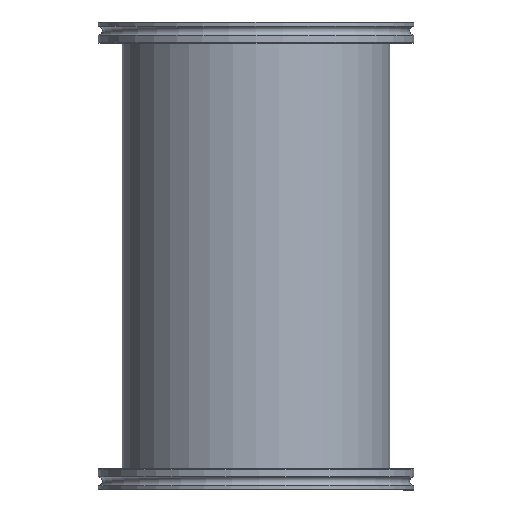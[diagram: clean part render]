
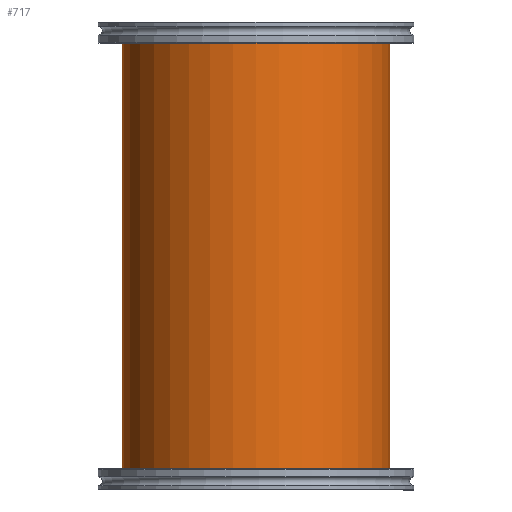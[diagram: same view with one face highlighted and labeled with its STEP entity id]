
A CAD part, left-side view. The second image highlights one B-rep face of the part: STEP entity #717.
In plain terms, the highlighted cylindrical face has radius 76.2 mm (diameter 152.4 mm), a full revolution.
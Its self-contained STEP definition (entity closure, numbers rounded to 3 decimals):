
#85=CIRCLE('',#850,76.2);
#86=CIRCLE('',#851,76.2);
#152=FACE_OUTER_BOUND('',#192,.T.);
#192=EDGE_LOOP('',(#507,#508,#509,#510,#511,#512,#513,#514,#515));
#248=LINE('',#1383,#273);
#249=LINE('',#1385,#274);
#273=VECTOR('',#979,76.2);
#274=VECTOR('',#980,76.2);
#295=B_SPLINE_CURVE_WITH_KNOTS('',3,(#1224,#1225,#1226,#1227,#1228,#1229,
#1230,#1231,#1232,#1233,#1234,#1235,#1236,#1237,#1238,#1239,#1240,#1241),
 .UNSPECIFIED.,.F.,.F.,(4,2,2,2,2,2,2,2,4),(4.849,5.455,
6.06,6.666,7.272,7.878,8.485,
9.091,9.698),.UNSPECIFIED.);
#296=B_SPLINE_CURVE_WITH_KNOTS('',3,(#1243,#1244,#1245,#1246,#1247,#1248,
#1249,#1250,#1251,#1252,#1253,#1254,#1255,#1256,#1257,#1258,#1259,#1260,
#1261,#1262,#1263,#1264,#1265,#1266,#1267,#1268,#1269,#1270,#1271,#1272,
#1273,#1274,#1275,#1276,#1277),.UNSPECIFIED.,.F.,.F.,(4,2,2,2,2,2,2,2,3,
2,2,2,2,2,2,2,4),(14.547,15.152,15.758,16.364,
16.97,17.576,18.183,18.789,19.396,
20.002,20.608,21.215,21.821,22.427,
23.033,23.639,24.244),.UNSPECIFIED.);
#297=B_SPLINE_CURVE_WITH_KNOTS('',3,(#1278,#1279,#1280,#1281,#1282,#1283,
#1284,#1285,#1286,#1287,#1288,#1289,#1290,#1291,#1292,#1293,#1294,#1295),
 .UNSPECIFIED.,.F.,.F.,(4,2,2,2,2,2,2,2,4),(9.698,10.304,
10.911,11.517,12.124,12.729,13.335,
13.941,14.547),.UNSPECIFIED.);
#307=VERTEX_POINT('',#1222);
#308=VERTEX_POINT('',#1223);
#309=VERTEX_POINT('',#1242);
#316=VERTEX_POINT('',#1381);
#317=VERTEX_POINT('',#1384);
#384=EDGE_CURVE('',#307,#308,#295,.T.);
#385=EDGE_CURVE('',#309,#307,#296,.T.);
#386=EDGE_CURVE('',#308,#309,#297,.T.);
#396=EDGE_CURVE('',#316,#316,#85,.T.);
#397=EDGE_CURVE('',#316,#307,#248,.T.);
#398=EDGE_CURVE('',#309,#317,#249,.T.);
#399=EDGE_CURVE('',#317,#317,#86,.T.);
#507=ORIENTED_EDGE('',*,*,#396,.F.);
#508=ORIENTED_EDGE('',*,*,#397,.T.);
#509=ORIENTED_EDGE('',*,*,#384,.T.);
#510=ORIENTED_EDGE('',*,*,#386,.T.);
#511=ORIENTED_EDGE('',*,*,#398,.T.);
#512=ORIENTED_EDGE('',*,*,#399,.F.);
#513=ORIENTED_EDGE('',*,*,#398,.F.);
#514=ORIENTED_EDGE('',*,*,#385,.T.);
#515=ORIENTED_EDGE('',*,*,#397,.F.);
#698=CYLINDRICAL_SURFACE('',#849,76.2);
#717=ADVANCED_FACE('',(#152),#698,.T.);
#849=AXIS2_PLACEMENT_3D('',#1380,#975,#976);
#850=AXIS2_PLACEMENT_3D('',#1382,#977,#978);
#851=AXIS2_PLACEMENT_3D('',#1386,#981,#982);
#975=DIRECTION('center_axis',(0.,0.,1.));
#976=DIRECTION('ref_axis',(-1.,0.,0.));
#977=DIRECTION('center_axis',(0.,0.,1.));
#978=DIRECTION('ref_axis',(-1.,0.,0.));
#979=DIRECTION('',(0.,0.,-1.));
#980=DIRECTION('',(0.,0.,-1.));
#981=DIRECTION('center_axis',(0.,0.,-1.));
#982=DIRECTION('ref_axis',(-1.,0.,0.));
#1222=CARTESIAN_POINT('',(76.2,0.,159.05));
#1223=CARTESIAN_POINT('',(69.27,31.75,127.3));
#1224=CARTESIAN_POINT('Ctrl Pts',(76.2,0.,159.05));
#1225=CARTESIAN_POINT('Ctrl Pts',(76.2,2.019,159.05));
#1226=CARTESIAN_POINT('Ctrl Pts',(76.118,4.1,158.854));
#1227=CARTESIAN_POINT('Ctrl Pts',(75.783,8.223,158.039));
#1228=CARTESIAN_POINT('Ctrl Pts',(75.531,10.266,157.419));
#1229=CARTESIAN_POINT('Ctrl Pts',(74.897,14.17,155.791));
#1230=CARTESIAN_POINT('Ctrl Pts',(74.515,16.036,154.781));
#1231=CARTESIAN_POINT('Ctrl Pts',(73.69,19.478,152.459));
#1232=CARTESIAN_POINT('Ctrl Pts',(73.248,21.056,151.146));
#1233=CARTESIAN_POINT('Ctrl Pts',(72.387,23.847,148.354));
#1234=CARTESIAN_POINT('Ctrl Pts',(71.937,25.161,146.776));
#1235=CARTESIAN_POINT('Ctrl Pts',(71.082,27.483,143.334));
#1236=CARTESIAN_POINT('Ctrl Pts',(70.679,28.491,141.47));
#1237=CARTESIAN_POINT('Ctrl Pts',(70.001,30.118,137.567));
#1238=CARTESIAN_POINT('Ctrl Pts',(69.727,30.738,135.526));
#1239=CARTESIAN_POINT('Ctrl Pts',(69.361,31.554,131.403));
#1240=CARTESIAN_POINT('Ctrl Pts',(69.27,31.75,129.322));
#1241=CARTESIAN_POINT('Ctrl Pts',(69.27,31.75,127.3));
#1242=CARTESIAN_POINT('',(76.2,0.,95.55));
#1243=CARTESIAN_POINT('Ctrl Pts',(76.2,0.,95.55));
#1244=CARTESIAN_POINT('Ctrl Pts',(76.2,-2.019,95.55));
#1245=CARTESIAN_POINT('Ctrl Pts',(76.118,-4.1,95.746));
#1246=CARTESIAN_POINT('Ctrl Pts',(75.783,-8.223,96.561));
#1247=CARTESIAN_POINT('Ctrl Pts',(75.531,-10.266,97.181));
#1248=CARTESIAN_POINT('Ctrl Pts',(74.897,-14.17,98.809));
#1249=CARTESIAN_POINT('Ctrl Pts',(74.515,-16.036,99.819));
#1250=CARTESIAN_POINT('Ctrl Pts',(73.69,-19.478,102.141));
#1251=CARTESIAN_POINT('Ctrl Pts',(73.248,-21.056,103.454));
#1252=CARTESIAN_POINT('Ctrl Pts',(72.387,-23.847,106.246));
#1253=CARTESIAN_POINT('Ctrl Pts',(71.937,-25.161,107.824));
#1254=CARTESIAN_POINT('Ctrl Pts',(71.082,-27.483,111.266));
#1255=CARTESIAN_POINT('Ctrl Pts',(70.679,-28.491,113.13));
#1256=CARTESIAN_POINT('Ctrl Pts',(70.001,-30.118,117.033));
#1257=CARTESIAN_POINT('Ctrl Pts',(69.727,-30.738,119.074));
#1258=CARTESIAN_POINT('Ctrl Pts',(69.361,-31.554,123.197));
#1259=CARTESIAN_POINT('Ctrl Pts',(69.27,-31.75,125.278));
#1260=CARTESIAN_POINT('Ctrl Pts',(69.27,-31.75,127.3));
#1261=CARTESIAN_POINT('Ctrl Pts',(69.27,-31.75,129.322));
#1262=CARTESIAN_POINT('Ctrl Pts',(69.361,-31.554,131.403));
#1263=CARTESIAN_POINT('Ctrl Pts',(69.727,-30.738,135.526));
#1264=CARTESIAN_POINT('Ctrl Pts',(70.001,-30.118,137.567));
#1265=CARTESIAN_POINT('Ctrl Pts',(70.679,-28.491,141.47));
#1266=CARTESIAN_POINT('Ctrl Pts',(71.082,-27.483,143.334));
#1267=CARTESIAN_POINT('Ctrl Pts',(71.937,-25.161,146.776));
#1268=CARTESIAN_POINT('Ctrl Pts',(72.387,-23.847,148.354));
#1269=CARTESIAN_POINT('Ctrl Pts',(73.248,-21.056,151.146));
#1270=CARTESIAN_POINT('Ctrl Pts',(73.69,-19.478,152.459));
#1271=CARTESIAN_POINT('Ctrl Pts',(74.515,-16.036,154.781));
#1272=CARTESIAN_POINT('Ctrl Pts',(74.897,-14.17,155.791));
#1273=CARTESIAN_POINT('Ctrl Pts',(75.531,-10.266,157.419));
#1274=CARTESIAN_POINT('Ctrl Pts',(75.783,-8.223,158.039));
#1275=CARTESIAN_POINT('Ctrl Pts',(76.118,-4.1,158.854));
#1276=CARTESIAN_POINT('Ctrl Pts',(76.2,-2.019,159.05));
#1277=CARTESIAN_POINT('Ctrl Pts',(76.2,0.,159.05));
#1278=CARTESIAN_POINT('Ctrl Pts',(69.27,31.75,127.3));
#1279=CARTESIAN_POINT('Ctrl Pts',(69.27,31.75,125.278));
#1280=CARTESIAN_POINT('Ctrl Pts',(69.361,31.554,123.197));
#1281=CARTESIAN_POINT('Ctrl Pts',(69.727,30.738,119.074));
#1282=CARTESIAN_POINT('Ctrl Pts',(70.001,30.118,117.033));
#1283=CARTESIAN_POINT('Ctrl Pts',(70.679,28.491,113.13));
#1284=CARTESIAN_POINT('Ctrl Pts',(71.082,27.483,111.266));
#1285=CARTESIAN_POINT('Ctrl Pts',(71.937,25.161,107.824));
#1286=CARTESIAN_POINT('Ctrl Pts',(72.387,23.847,106.246));
#1287=CARTESIAN_POINT('Ctrl Pts',(73.248,21.056,103.454));
#1288=CARTESIAN_POINT('Ctrl Pts',(73.69,19.478,102.141));
#1289=CARTESIAN_POINT('Ctrl Pts',(74.515,16.036,99.819));
#1290=CARTESIAN_POINT('Ctrl Pts',(74.897,14.17,98.809));
#1291=CARTESIAN_POINT('Ctrl Pts',(75.531,10.266,97.181));
#1292=CARTESIAN_POINT('Ctrl Pts',(75.783,8.223,96.561));
#1293=CARTESIAN_POINT('Ctrl Pts',(76.118,4.1,95.746));
#1294=CARTESIAN_POINT('Ctrl Pts',(76.2,2.019,95.55));
#1295=CARTESIAN_POINT('Ctrl Pts',(76.2,0.,95.55));
#1380=CARTESIAN_POINT('Origin',(0.,0.,0.));
#1381=CARTESIAN_POINT('',(76.2,0.,254.6));
#1382=CARTESIAN_POINT('Origin',(0.,0.,254.6));
#1383=CARTESIAN_POINT('',(76.2,0.,0.));
#1384=CARTESIAN_POINT('',(76.2,0.,0.));
#1385=CARTESIAN_POINT('',(76.2,0.,0.));
#1386=CARTESIAN_POINT('Origin',(0.,0.,0.));
